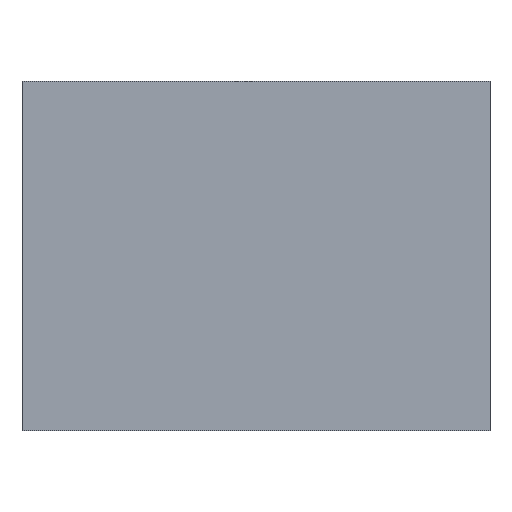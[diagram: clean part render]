
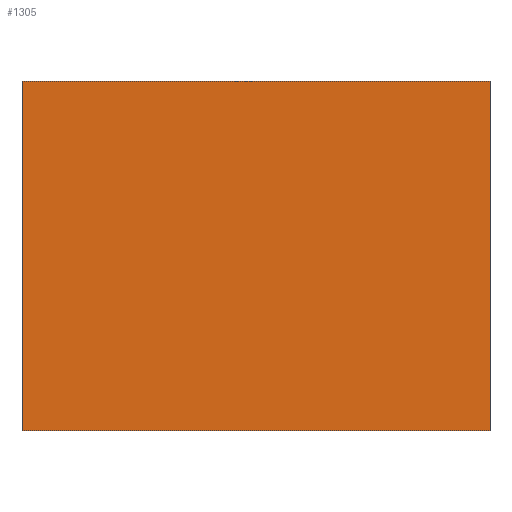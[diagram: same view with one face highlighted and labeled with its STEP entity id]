
A CAD part, front view. The second image highlights one B-rep face of the part: STEP entity #1305.
In plain terms, the highlighted planar face has unit normal (0, -1, 0).
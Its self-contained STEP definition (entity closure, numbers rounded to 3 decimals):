
#200=ORIENTED_EDGE('',*,*,#508,.T.);
#201=ORIENTED_EDGE('',*,*,#569,.T.);
#202=ORIENTED_EDGE('',*,*,#512,.T.);
#203=ORIENTED_EDGE('',*,*,#570,.T.);
#508=EDGE_CURVE('',#693,#692,#809,.T.);
#512=EDGE_CURVE('',#696,#695,#813,.T.);
#569=EDGE_CURVE('',#692,#696,#865,.T.);
#570=EDGE_CURVE('',#695,#693,#866,.T.);
#692=VERTEX_POINT('',#1959);
#693=VERTEX_POINT('',#1961);
#695=VERTEX_POINT('',#1967);
#696=VERTEX_POINT('',#1969);
#809=LINE('',#1960,#955);
#813=LINE('',#1968,#959);
#865=LINE('',#2092,#1011);
#866=LINE('',#2094,#1012);
#955=VECTOR('',#1552,1000.);
#959=VECTOR('',#1558,1000.);
#1011=VECTOR('',#1646,1000.);
#1012=VECTOR('',#1649,1000.);
#1089=EDGE_LOOP('',(#200,#201,#202,#203));
#1171=FACE_BOUND('',#1089,.T.);
#1250=PLANE('',#1406);
#1305=ADVANCED_FACE('',(#1171),#1250,.T.);
#1406=AXIS2_PLACEMENT_3D('',#2093,#1647,#1648);
#1552=DIRECTION('',(0.,0.,1.));
#1558=DIRECTION('',(0.,0.,-1.));
#1646=DIRECTION('',(-1.,0.,0.));
#1647=DIRECTION('',(0.,-1.,0.));
#1648=DIRECTION('',(0.,0.,-1.));
#1649=DIRECTION('',(1.,0.,0.));
#1959=CARTESIAN_POINT('',(56.366,-7.5,22.4));
#1960=CARTESIAN_POINT('',(56.366,-7.5,-22.4));
#1961=CARTESIAN_POINT('',(56.366,-7.5,-22.4));
#1967=CARTESIAN_POINT('',(-3.634,-7.5,-22.4));
#1968=CARTESIAN_POINT('',(-3.634,-7.5,22.4));
#1969=CARTESIAN_POINT('',(-3.634,-7.5,22.4));
#2092=CARTESIAN_POINT('',(56.366,-7.5,22.4));
#2093=CARTESIAN_POINT('',(0.,-7.5,0.));
#2094=CARTESIAN_POINT('',(-3.634,-7.5,-22.4));
